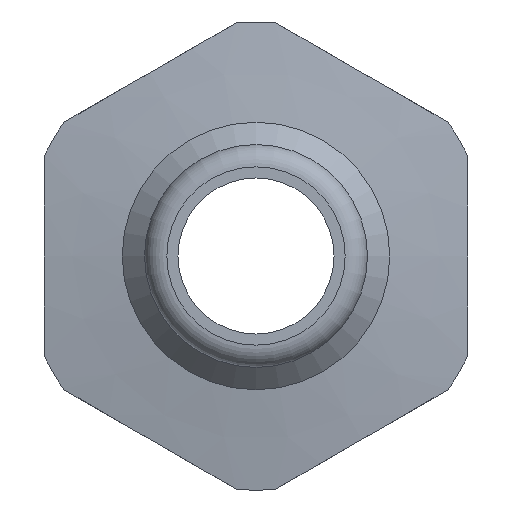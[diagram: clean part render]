
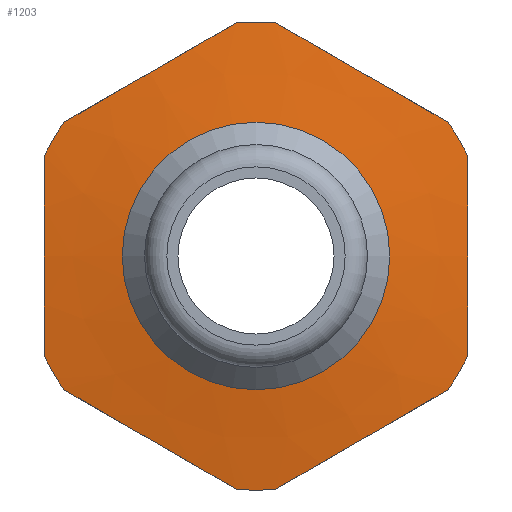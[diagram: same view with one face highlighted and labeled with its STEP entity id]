
A CAD part, left-side view. The second image highlights one B-rep face of the part: STEP entity #1203.
In plain terms, the highlighted conical face has half-angle 82 degrees and reference radius 9.768 mm.
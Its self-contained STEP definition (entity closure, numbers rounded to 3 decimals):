
#20=(
BOUNDED_CURVE()
B_SPLINE_CURVE(2,(#11374,#11375,#11376),.UNSPECIFIED.,.F.,.F.)
B_SPLINE_CURVE_WITH_KNOTS((3,3),(0.45,1.482),
 .UNSPECIFIED.)
CURVE()
GEOMETRIC_REPRESENTATION_ITEM()
RATIONAL_B_SPLINE_CURVE((1.152,1.273,1.152))
REPRESENTATION_ITEM('')
);
#26=(
BOUNDED_CURVE()
B_SPLINE_CURVE(2,(#11433,#11434,#11435),.UNSPECIFIED.,.F.,.F.)
B_SPLINE_CURVE_WITH_KNOTS((3,3),(0.45,1.482),
 .UNSPECIFIED.)
CURVE()
GEOMETRIC_REPRESENTATION_ITEM()
RATIONAL_B_SPLINE_CURVE((1.152,1.273,1.152))
REPRESENTATION_ITEM('')
);
#29=(
BOUNDED_CURVE()
B_SPLINE_CURVE(2,(#11450,#11451,#11452),.UNSPECIFIED.,.F.,.F.)
B_SPLINE_CURVE_WITH_KNOTS((3,3),(0.45,1.482),
 .UNSPECIFIED.)
CURVE()
GEOMETRIC_REPRESENTATION_ITEM()
RATIONAL_B_SPLINE_CURVE((1.152,1.273,1.152))
REPRESENTATION_ITEM('')
);
#30=(
BOUNDED_CURVE()
B_SPLINE_CURVE(2,(#11491,#11492,#11493),.UNSPECIFIED.,.F.,.F.)
B_SPLINE_CURVE_WITH_KNOTS((3,3),(0.45,0.966),
 .UNSPECIFIED.)
CURVE()
GEOMETRIC_REPRESENTATION_ITEM()
RATIONAL_B_SPLINE_CURVE((1.152,1.212,1.212))
REPRESENTATION_ITEM('')
);
#31=(
BOUNDED_CURVE()
B_SPLINE_CURVE(2,(#11499,#11500,#11501),.UNSPECIFIED.,.F.,.F.)
B_SPLINE_CURVE_WITH_KNOTS((3,3),(0.45,1.482),
 .UNSPECIFIED.)
CURVE()
GEOMETRIC_REPRESENTATION_ITEM()
RATIONAL_B_SPLINE_CURVE((1.152,1.273,1.152))
REPRESENTATION_ITEM('')
);
#32=(
BOUNDED_CURVE()
B_SPLINE_CURVE(2,(#11505,#11506,#11507),.UNSPECIFIED.,.F.,.F.)
B_SPLINE_CURVE_WITH_KNOTS((3,3),(0.45,1.482),
 .UNSPECIFIED.)
CURVE()
GEOMETRIC_REPRESENTATION_ITEM()
RATIONAL_B_SPLINE_CURVE((1.152,1.273,1.152))
REPRESENTATION_ITEM('')
);
#33=(
BOUNDED_CURVE()
B_SPLINE_CURVE(2,(#11511,#11512,#11513),.UNSPECIFIED.,.F.,.F.)
B_SPLINE_CURVE_WITH_KNOTS((3,3),(0.966,1.482),
 .UNSPECIFIED.)
CURVE()
GEOMETRIC_REPRESENTATION_ITEM()
RATIONAL_B_SPLINE_CURVE((1.212,1.212,1.152))
REPRESENTATION_ITEM('')
);
#61=CONICAL_SURFACE('',#1328,9.768,1.431);
#120=FACE_OUTER_BOUND('',#194,.T.);
#194=EDGE_LOOP('',(#857,#858,#859,#860,#861,#862,#863,#864,#865,#866,#867,
#868,#869,#870,#871,#872));
#273=CIRCLE('',#1327,6.);
#274=CIRCLE('',#1329,10.5);
#275=CIRCLE('',#1330,10.5);
#276=CIRCLE('',#1331,10.5);
#277=CIRCLE('',#1332,10.5);
#278=CIRCLE('',#1333,10.5);
#279=CIRCLE('',#1334,10.5);
#356=LINE('',#11489,#407);
#407=VECTOR('',#1559,9.768);
#460=VERTEX_POINT('',#11361);
#464=VERTEX_POINT('',#11372);
#476=VERTEX_POINT('',#11420);
#480=VERTEX_POINT('',#11431);
#481=VERTEX_POINT('',#11437);
#485=VERTEX_POINT('',#11448);
#496=VERTEX_POINT('',#11484);
#497=VERTEX_POINT('',#11488);
#498=VERTEX_POINT('',#11490);
#499=VERTEX_POINT('',#11496);
#500=VERTEX_POINT('',#11498);
#501=VERTEX_POINT('',#11502);
#502=VERTEX_POINT('',#11504);
#503=VERTEX_POINT('',#11509);
#585=EDGE_CURVE('',#464,#460,#20,.T.);
#607=EDGE_CURVE('',#480,#476,#26,.T.);
#612=EDGE_CURVE('',#485,#481,#29,.T.);
#629=EDGE_CURVE('',#496,#496,#273,.T.);
#630=EDGE_CURVE('',#496,#497,#356,.T.);
#631=EDGE_CURVE('',#498,#497,#30,.T.);
#632=EDGE_CURVE('',#498,#481,#274,.T.);
#633=EDGE_CURVE('',#485,#460,#275,.T.);
#634=EDGE_CURVE('',#464,#499,#276,.T.);
#635=EDGE_CURVE('',#500,#499,#31,.T.);
#636=EDGE_CURVE('',#500,#501,#277,.T.);
#637=EDGE_CURVE('',#502,#501,#32,.T.);
#638=EDGE_CURVE('',#502,#476,#278,.T.);
#639=EDGE_CURVE('',#480,#503,#279,.T.);
#640=EDGE_CURVE('',#497,#503,#33,.T.);
#857=ORIENTED_EDGE('',*,*,#629,.T.);
#858=ORIENTED_EDGE('',*,*,#630,.T.);
#859=ORIENTED_EDGE('',*,*,#631,.F.);
#860=ORIENTED_EDGE('',*,*,#632,.T.);
#861=ORIENTED_EDGE('',*,*,#612,.F.);
#862=ORIENTED_EDGE('',*,*,#633,.T.);
#863=ORIENTED_EDGE('',*,*,#585,.F.);
#864=ORIENTED_EDGE('',*,*,#634,.T.);
#865=ORIENTED_EDGE('',*,*,#635,.F.);
#866=ORIENTED_EDGE('',*,*,#636,.T.);
#867=ORIENTED_EDGE('',*,*,#637,.F.);
#868=ORIENTED_EDGE('',*,*,#638,.T.);
#869=ORIENTED_EDGE('',*,*,#607,.F.);
#870=ORIENTED_EDGE('',*,*,#639,.T.);
#871=ORIENTED_EDGE('',*,*,#640,.F.);
#872=ORIENTED_EDGE('',*,*,#630,.F.);
#1203=ADVANCED_FACE('',(#120),#61,.T.);
#1327=AXIS2_PLACEMENT_3D('',#11486,#1555,#1556);
#1328=AXIS2_PLACEMENT_3D('',#11487,#1557,#1558);
#1329=AXIS2_PLACEMENT_3D('',#11494,#1560,#1561);
#1330=AXIS2_PLACEMENT_3D('',#11495,#1562,#1563);
#1331=AXIS2_PLACEMENT_3D('',#11497,#1564,#1565);
#1332=AXIS2_PLACEMENT_3D('',#11503,#1566,#1567);
#1333=AXIS2_PLACEMENT_3D('',#11508,#1568,#1569);
#1334=AXIS2_PLACEMENT_3D('',#11510,#1570,#1571);
#1555=DIRECTION('center_axis',(1.,0.,0.));
#1556=DIRECTION('ref_axis',(0.,-1.,0.));
#1557=DIRECTION('center_axis',(1.,0.,0.));
#1558=DIRECTION('ref_axis',(0.,-1.,0.));
#1559=DIRECTION('',(0.139,0.99,0.));
#1560=DIRECTION('center_axis',(-1.,0.,0.));
#1561=DIRECTION('ref_axis',(0.,-1.,0.));
#1562=DIRECTION('center_axis',(-1.,0.,0.));
#1563=DIRECTION('ref_axis',(0.,-1.,0.));
#1564=DIRECTION('center_axis',(-1.,0.,0.));
#1565=DIRECTION('ref_axis',(0.,-1.,0.));
#1566=DIRECTION('center_axis',(-1.,0.,0.));
#1567=DIRECTION('ref_axis',(0.,-1.,0.));
#1568=DIRECTION('center_axis',(-1.,0.,0.));
#1569=DIRECTION('ref_axis',(0.,-1.,0.));
#1570=DIRECTION('center_axis',(-1.,0.,0.));
#1571=DIRECTION('ref_axis',(0.,-1.,0.));
#11361=CARTESIAN_POINT('',(20.632,-0.877,-10.463));
#11372=CARTESIAN_POINT('',(20.632,-8.623,-5.991));
#11374=CARTESIAN_POINT('Ctrl Pts',(20.632,-8.623,-5.991));
#11375=CARTESIAN_POINT('Ctrl Pts',(20.365,-4.75,-8.227));
#11376=CARTESIAN_POINT('Ctrl Pts',(20.632,-0.877,
-10.463));
#11420=CARTESIAN_POINT('',(20.632,0.877,10.463));
#11431=CARTESIAN_POINT('',(20.632,8.623,5.991));
#11433=CARTESIAN_POINT('Ctrl Pts',(20.632,8.623,5.991));
#11434=CARTESIAN_POINT('Ctrl Pts',(20.365,4.75,8.227));
#11435=CARTESIAN_POINT('Ctrl Pts',(20.632,0.877,10.463));
#11437=CARTESIAN_POINT('',(20.632,8.623,-5.991));
#11448=CARTESIAN_POINT('',(20.632,0.877,-10.463));
#11450=CARTESIAN_POINT('Ctrl Pts',(20.632,0.877,-10.463));
#11451=CARTESIAN_POINT('Ctrl Pts',(20.365,4.75,-8.227));
#11452=CARTESIAN_POINT('Ctrl Pts',(20.632,8.623,-5.991));
#11484=CARTESIAN_POINT('',(20.,6.,0.));
#11486=CARTESIAN_POINT('Origin',(20.,0.,0.));
#11487=CARTESIAN_POINT('Origin',(20.53,0.,0.));
#11488=CARTESIAN_POINT('',(20.492,9.5,0.));
#11489=CARTESIAN_POINT('',(20.53,9.768,0.));
#11490=CARTESIAN_POINT('',(20.632,9.5,-4.472));
#11491=CARTESIAN_POINT('Ctrl Pts',(20.632,9.5,-4.472));
#11492=CARTESIAN_POINT('Ctrl Pts',(20.492,9.5,-2.124));
#11493=CARTESIAN_POINT('Ctrl Pts',(20.492,9.5,0.));
#11494=CARTESIAN_POINT('Origin',(20.632,0.,0.));
#11495=CARTESIAN_POINT('Origin',(20.632,0.,0.));
#11496=CARTESIAN_POINT('',(20.632,-9.5,-4.472));
#11497=CARTESIAN_POINT('Origin',(20.632,0.,0.));
#11498=CARTESIAN_POINT('',(20.632,-9.5,4.472));
#11499=CARTESIAN_POINT('Ctrl Pts',(20.632,-9.5,4.472));
#11500=CARTESIAN_POINT('Ctrl Pts',(20.365,-9.5,0.));
#11501=CARTESIAN_POINT('Ctrl Pts',(20.632,-9.5,-4.472));
#11502=CARTESIAN_POINT('',(20.632,-8.623,5.991));
#11503=CARTESIAN_POINT('Origin',(20.632,0.,0.));
#11504=CARTESIAN_POINT('',(20.632,-0.877,10.463));
#11505=CARTESIAN_POINT('Ctrl Pts',(20.632,-0.877,
10.463));
#11506=CARTESIAN_POINT('Ctrl Pts',(20.365,-4.75,8.227));
#11507=CARTESIAN_POINT('Ctrl Pts',(20.632,-8.623,5.991));
#11508=CARTESIAN_POINT('Origin',(20.632,0.,0.));
#11509=CARTESIAN_POINT('',(20.632,9.5,4.472));
#11510=CARTESIAN_POINT('Origin',(20.632,0.,0.));
#11511=CARTESIAN_POINT('Ctrl Pts',(20.492,9.5,0.));
#11512=CARTESIAN_POINT('Ctrl Pts',(20.492,9.5,2.124));
#11513=CARTESIAN_POINT('Ctrl Pts',(20.632,9.5,4.472));
